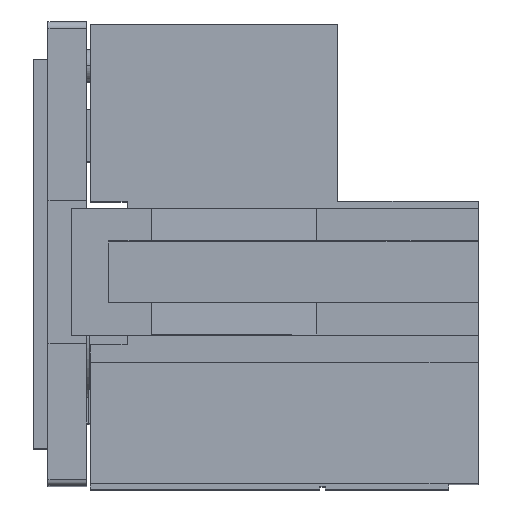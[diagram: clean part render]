
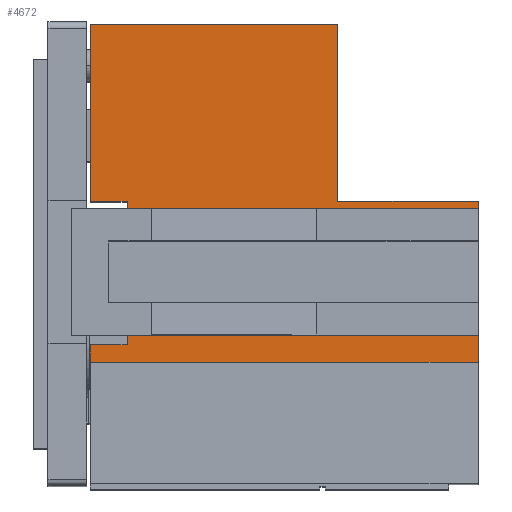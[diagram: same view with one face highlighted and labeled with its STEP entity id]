
A CAD part, top view. The second image highlights one B-rep face of the part: STEP entity #4672.
In plain terms, the highlighted planar face has unit normal (0, 0, 1).
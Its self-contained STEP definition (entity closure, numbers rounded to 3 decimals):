
#1058 = LINE ( 'NONE', #13634, #46600 ) ;
#1130 = DIRECTION ( 'NONE',  ( 1., 0., 0. ) ) ;
#1852 = DIRECTION ( 'NONE',  ( 0., -1., 0. ) ) ;
#2694 = LINE ( 'NONE', #49934, #7118 ) ;
#4672 = ADVANCED_FACE ( 'NONE', ( #10977 ), #59076, .F. ) ;
#4738 = EDGE_CURVE ( 'NONE', #74651, #13826, #61048, .T. ) ;
#4912 = EDGE_CURVE ( 'NONE', #71874, #42835, #2694, .T. ) ;
#5082 = CARTESIAN_POINT ( 'NONE',  ( 0., 21.8, 31.325 ) ) ;
#6777 = CARTESIAN_POINT ( 'NONE',  ( 15.07, 7.05, 31.325 ) ) ;
#7118 = VECTOR ( 'NONE', #51091, 1000. ) ;
#7286 = EDGE_CURVE ( 'NONE', #43306, #21042, #50438, .T. ) ;
#7413 = CARTESIAN_POINT ( 'NONE',  ( 11.75, 13.4, 31.325 ) ) ;
#7735 = CARTESIAN_POINT ( 'NONE',  ( 1.75, 13.4, 31.325 ) ) ;
#7925 = VECTOR ( 'NONE', #24134, 1000. ) ;
#10977 = FACE_OUTER_BOUND ( 'NONE', #67684, .T. ) ;
#12129 = LINE ( 'NONE', #40485, #60543 ) ;
#12545 = LINE ( 'NONE', #66528, #75236 ) ;
#12725 = CARTESIAN_POINT ( 'NONE',  ( 15.07, 13.05, 31.325 ) ) ;
#13625 = CARTESIAN_POINT ( 'NONE',  ( 18.4, 13.05, 31.325 ) ) ;
#13634 = CARTESIAN_POINT ( 'NONE',  ( 11.75, 13.4, 31.325 ) ) ;
#13818 = CARTESIAN_POINT ( 'NONE',  ( 1.75, 13.4, 31.325 ) ) ;
#13826 = VERTEX_POINT ( 'NONE', #76528 ) ;
#13865 = CARTESIAN_POINT ( 'NONE',  ( 15.07, 7.05, 31.325 ) ) ;
#16706 = LINE ( 'NONE', #39586, #55234 ) ;
#17252 = CARTESIAN_POINT ( 'NONE',  ( 0., 21.8, 31.325 ) ) ;
#19073 = EDGE_CURVE ( 'NONE', #72516, #62540, #19396, .T. ) ;
#19396 = LINE ( 'NONE', #13865, #56382 ) ;
#19831 = EDGE_CURVE ( 'NONE', #62540, #71874, #12545, .T. ) ;
#20018 = ORIENTED_EDGE ( 'NONE', *, *, #7286, .F. ) ;
#20743 = EDGE_CURVE ( 'NONE', #72516, #39705, #33864, .T. ) ;
#21042 = VERTEX_POINT ( 'NONE', #7735 ) ;
#21835 = VECTOR ( 'NONE', #75388, 1000. ) ;
#22470 = CARTESIAN_POINT ( 'NONE',  ( 0., 13.4, 31.325 ) ) ;
#22502 = CARTESIAN_POINT ( 'NONE',  ( 0., 6.6, 31.325 ) ) ;
#23436 = ORIENTED_EDGE ( 'NONE', *, *, #20743, .F. ) ;
#23958 = EDGE_CURVE ( 'NONE', #74651, #44981, #58223, .T. ) ;
#24134 = DIRECTION ( 'NONE',  ( -1., 0., 0. ) ) ;
#24939 = LINE ( 'NONE', #35565, #7925 ) ;
#24940 = EDGE_CURVE ( 'NONE', #74541, #42835, #52113, .T. ) ;
#27007 = CARTESIAN_POINT ( 'NONE',  ( 1.75, 6.6, 31.325 ) ) ;
#27431 = VERTEX_POINT ( 'NONE', #22470 ) ;
#27799 = DIRECTION ( 'NONE',  ( 0., 1., 0. ) ) ;
#28686 = LINE ( 'NONE', #17252, #53357 ) ;
#31444 = DIRECTION ( 'NONE',  ( -1., 0., 0. ) ) ;
#33119 = ORIENTED_EDGE ( 'NONE', *, *, #59922, .F. ) ;
#33762 = ORIENTED_EDGE ( 'NONE', *, *, #53066, .T. ) ;
#33864 = LINE ( 'NONE', #57948, #66128 ) ;
#35387 = DIRECTION ( 'NONE',  ( 1., 0., 0. ) ) ;
#35565 = CARTESIAN_POINT ( 'NONE',  ( 1.75, 13.4, 31.325 ) ) ;
#36932 = VECTOR ( 'NONE', #27799, 1000. ) ;
#37607 = ORIENTED_EDGE ( 'NONE', *, *, #74398, .F. ) ;
#37611 = ORIENTED_EDGE ( 'NONE', *, *, #24940, .F. ) ;
#38039 = VECTOR ( 'NONE', #57179, 1000. ) ;
#38848 = LINE ( 'NONE', #58562, #36932 ) ;
#39254 = CARTESIAN_POINT ( 'NONE',  ( 0., 5.75, 31.325 ) ) ;
#39586 = CARTESIAN_POINT ( 'NONE',  ( 0., 21.8, 31.325 ) ) ;
#39705 = VERTEX_POINT ( 'NONE', #63047 ) ;
#40485 = CARTESIAN_POINT ( 'NONE',  ( 1.75, 6.6, 31.325 ) ) ;
#42835 = VERTEX_POINT ( 'NONE', #51985 ) ;
#42867 = ORIENTED_EDGE ( 'NONE', *, *, #76647, .T. ) ;
#43222 = VECTOR ( 'NONE', #58612, 1000. ) ;
#43306 = VERTEX_POINT ( 'NONE', #27007 ) ;
#43423 = DIRECTION ( 'NONE',  ( 0., 1., 0. ) ) ;
#44981 = VERTEX_POINT ( 'NONE', #22502 ) ;
#46600 = VECTOR ( 'NONE', #1852, 1000. ) ;
#47095 = ORIENTED_EDGE ( 'NONE', *, *, #23958, .F. ) ;
#47296 = ORIENTED_EDGE ( 'NONE', *, *, #4738, .T. ) ;
#49834 = VECTOR ( 'NONE', #1130, 1000. ) ;
#49934 = CARTESIAN_POINT ( 'NONE',  ( 18.4, 13.05, 31.325 ) ) ;
#50438 = LINE ( 'NONE', #13818, #38039 ) ;
#50713 = VERTEX_POINT ( 'NONE', #57599 ) ;
#51091 = DIRECTION ( 'NONE',  ( 0., 1., 0. ) ) ;
#51976 = ORIENTED_EDGE ( 'NONE', *, *, #65216, .F. ) ;
#51985 = CARTESIAN_POINT ( 'NONE',  ( 18.4, 13.4, 31.325 ) ) ;
#52113 = LINE ( 'NONE', #75765, #21835 ) ;
#52722 = DIRECTION ( 'NONE',  ( 1., 0., 0. ) ) ;
#53066 = EDGE_CURVE ( 'NONE', #43306, #44981, #12129, .T. ) ;
#53357 = VECTOR ( 'NONE', #52722, 1000. ) ;
#54470 = VERTEX_POINT ( 'NONE', #77974 ) ;
#55234 = VECTOR ( 'NONE', #63638, 1000. ) ;
#55503 = CARTESIAN_POINT ( 'NONE',  ( 0., 5.75, 31.325 ) ) ;
#56184 = AXIS2_PLACEMENT_3D ( 'NONE', #5082, #72016, #31444 ) ;
#56382 = VECTOR ( 'NONE', #43423, 1000. ) ;
#57179 = DIRECTION ( 'NONE',  ( 0., 1., 0. ) ) ;
#57599 = CARTESIAN_POINT ( 'NONE',  ( 0., 21.8, 31.325 ) ) ;
#57948 = CARTESIAN_POINT ( 'NONE',  ( 15.07, 7.05, 31.325 ) ) ;
#58223 = LINE ( 'NONE', #77457, #43222 ) ;
#58562 = CARTESIAN_POINT ( 'NONE',  ( 18.4, 21.8, 31.325 ) ) ;
#58575 = ORIENTED_EDGE ( 'NONE', *, *, #19831, .T. ) ;
#58612 = DIRECTION ( 'NONE',  ( 0., 1., 0. ) ) ;
#59076 = PLANE ( 'NONE',  #56184 ) ;
#59922 = EDGE_CURVE ( 'NONE', #27431, #50713, #16706, .T. ) ;
#60543 = VECTOR ( 'NONE', #65321, 1000. ) ;
#61048 = LINE ( 'NONE', #55503, #49834 ) ;
#62540 = VERTEX_POINT ( 'NONE', #12725 ) ;
#63047 = CARTESIAN_POINT ( 'NONE',  ( 18.4, 7.05, 31.325 ) ) ;
#63638 = DIRECTION ( 'NONE',  ( 0., 1., 0. ) ) ;
#65174 = ORIENTED_EDGE ( 'NONE', *, *, #4912, .T. ) ;
#65216 = EDGE_CURVE ( 'NONE', #54470, #74541, #1058, .T. ) ;
#65321 = DIRECTION ( 'NONE',  ( -1., 0., 0. ) ) ;
#66128 = VECTOR ( 'NONE', #70109, 1000. ) ;
#66502 = ORIENTED_EDGE ( 'NONE', *, *, #75113, .F. ) ;
#66528 = CARTESIAN_POINT ( 'NONE',  ( 18.4, 13.05, 31.325 ) ) ;
#67684 = EDGE_LOOP ( 'NONE', ( #33119, #66502, #20018, #33762, #47095, #47296, #42867, #23436, #77517, #58575, #65174, #37611, #51976, #37607 ) ) ;
#70109 = DIRECTION ( 'NONE',  ( 1., 0., 0. ) ) ;
#71874 = VERTEX_POINT ( 'NONE', #13625 ) ;
#72016 = DIRECTION ( 'NONE',  ( 0., 0., -1. ) ) ;
#72516 = VERTEX_POINT ( 'NONE', #6777 ) ;
#74398 = EDGE_CURVE ( 'NONE', #50713, #54470, #28686, .T. ) ;
#74541 = VERTEX_POINT ( 'NONE', #7413 ) ;
#74651 = VERTEX_POINT ( 'NONE', #39254 ) ;
#75113 = EDGE_CURVE ( 'NONE', #21042, #27431, #24939, .T. ) ;
#75236 = VECTOR ( 'NONE', #35387, 1000. ) ;
#75388 = DIRECTION ( 'NONE',  ( 1., 0., 0. ) ) ;
#75765 = CARTESIAN_POINT ( 'NONE',  ( 18.4, 13.4, 31.325 ) ) ;
#76528 = CARTESIAN_POINT ( 'NONE',  ( 18.4, 5.75, 31.325 ) ) ;
#76647 = EDGE_CURVE ( 'NONE', #13826, #39705, #38848, .T. ) ;
#77457 = CARTESIAN_POINT ( 'NONE',  ( 0., 21.8, 31.325 ) ) ;
#77517 = ORIENTED_EDGE ( 'NONE', *, *, #19073, .T. ) ;
#77974 = CARTESIAN_POINT ( 'NONE',  ( 11.75, 21.8, 31.325 ) ) ;
